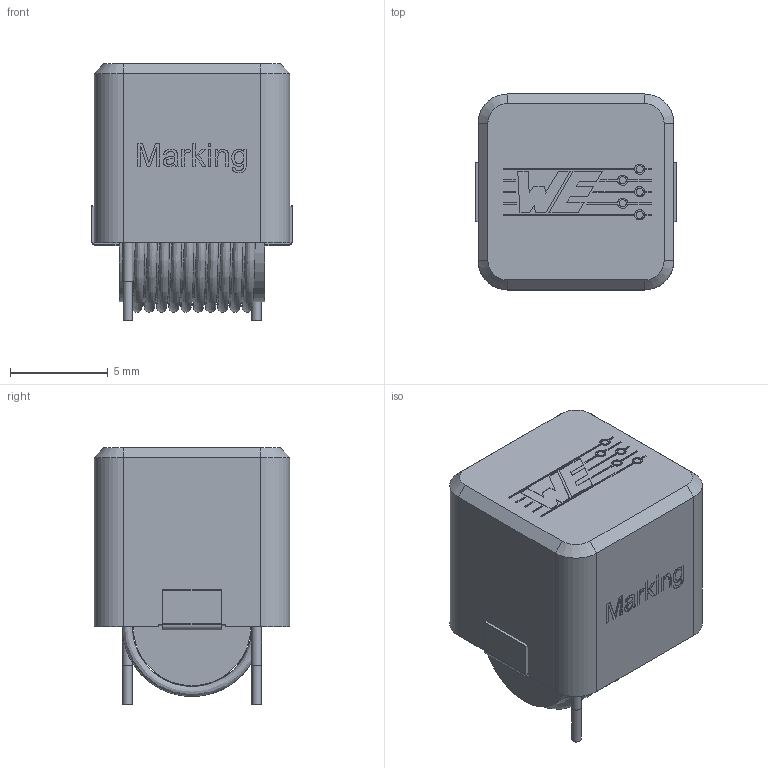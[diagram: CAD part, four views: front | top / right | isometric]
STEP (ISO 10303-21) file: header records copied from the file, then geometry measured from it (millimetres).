
FILE_DESCRIPTION( ( 'Unknown' ), '1' );
FILE_NAME( '7443330xxx.stp', 'Unknown', ( 'Unknown' ), ( 'Unknown' ), 'XStep 1.0', 'Unknown', ' ' );
FILE_SCHEMA( ( 'automotive_design' ) );
Length unit declared in the file: millimetre
Products named in the file (6): Assem1; base; core; contact
Bounding box: 10.25 x 10 x 13.1 mm (x, y, z)
Surface area: 2759.5 mm2
Topology: 10 solids, 10 shells, 518 faces, 1308 edges, 864 vertices
Faces by surface type: plane 384, cylinder 62, extrusion 62, cone 8, bspline 2
Full cylindrical faces by diameter (mm): 0.48 x4, 0.5 x4, 6 x2
Entity records: 9910 total; most frequent: CARTESIAN_POINT 3706, ORIENTED_EDGE 1280, DIRECTION 989, EDGE_CURVE 640, VERTEX_POINT 430, VECTOR 391, LINE 360, AXIS2_PLACEMENT_3D 299
